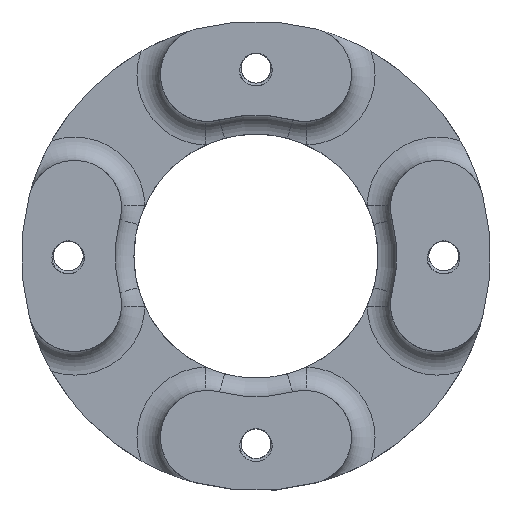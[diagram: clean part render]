
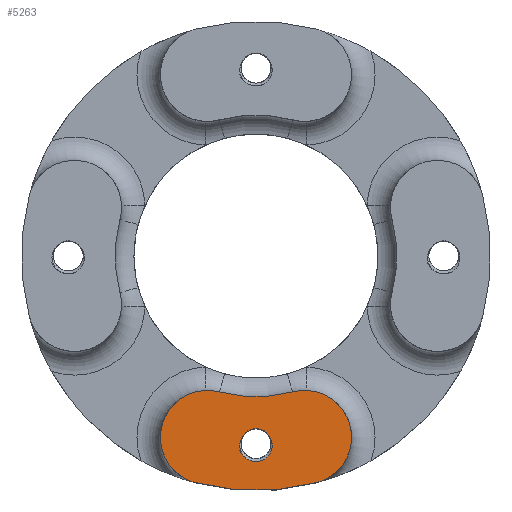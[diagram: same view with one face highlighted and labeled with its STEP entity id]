
A CAD part, top view. The second image highlights one B-rep face of the part: STEP entity #5263.
In plain terms, the highlighted planar face has unit normal (0, 0, 1).
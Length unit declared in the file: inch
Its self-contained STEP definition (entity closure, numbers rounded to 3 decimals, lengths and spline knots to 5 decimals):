
#18=FACE_BOUND('',#624,.T.);
#38=PLANE('',#5638);
#337=FACE_OUTER_BOUND('',#623,.T.);
#623=EDGE_LOOP('',(#4656,#4657,#4658,#4659));
#624=EDGE_LOOP('',(#4660,#4661,#4662,#4663));
#638=CIRCLE('',#5315,0.08);
#640=CIRCLE('',#5345,0.095);
#683=CIRCLE('',#5570,0.25);
#684=CIRCLE('',#5572,0.75);
#685=CIRCLE('',#5574,0.25);
#722=CIRCLE('',#5639,1.25);
#1217=B_SPLINE_CURVE_WITH_KNOTS('',3,(#20849,#20850,#20851,#20852,#20853,
#20854,#20855,#20856,#20857,#20858,#20859,#20860,#20861,#20862,#20863,#20864,
#20865,#20866,#20867,#20868,#20869,#20870,#20871,#20872,#20873,#20874,#20875,
#20876,#20877,#20878,#20879,#20880,#20881,#20882,#20883,#20884,#20885),
 .UNSPECIFIED.,.F.,.F.,(4,3,3,3,3,3,3,3,3,3,3,3,4),(0.,0.05799,
0.08733,0.10661,0.16173,0.18025,
0.19979,0.23197,0.25893,0.28054,
0.324,0.3451,0.39059),.UNSPECIFIED.);
#1220=B_SPLINE_CURVE_WITH_KNOTS('',3,(#21672,#21673,#21674,#21675,#21676,
#21677,#21678,#21679,#21680,#21681,#21682,#21683,#21684,#21685,#21686,#21687,
#21688,#21689,#21690,#21691,#21692,#21693,#21694,#21695,#21696,#21697,#21698,
#21699,#21700,#21701,#21702,#21703,#21704,#21705,#21706,#21707,#21708),
 .UNSPECIFIED.,.F.,.F.,(4,3,3,3,3,3,3,3,3,3,3,3,4),(0.,0.04943,
0.07378,0.09295,0.13257,0.15769,
0.17701,0.21529,0.24306,0.26486,
0.30727,0.33528,0.38919),.UNSPECIFIED.);
#1769=VERTEX_POINT('',#7990);
#1770=VERTEX_POINT('',#7995);
#1829=VERTEX_POINT('',#9349);
#1830=VERTEX_POINT('',#9358);
#2218=VERTEX_POINT('',#14932);
#2219=VERTEX_POINT('',#14934);
#2220=VERTEX_POINT('',#14938);
#2221=VERTEX_POINT('',#14942);
#2342=EDGE_CURVE('',#1770,#1769,#638,.T.);
#2428=EDGE_CURVE('',#1830,#1829,#640,.T.);
#2986=EDGE_CURVE('',#2219,#2218,#683,.T.);
#2989=EDGE_CURVE('',#2218,#2220,#684,.T.);
#2991=EDGE_CURVE('',#2220,#2221,#685,.T.);
#3070=EDGE_CURVE('',#1829,#1770,#1217,.T.);
#3073=EDGE_CURVE('',#1769,#1830,#1220,.T.);
#3076=EDGE_CURVE('',#2221,#2219,#722,.T.);
#4656=ORIENTED_EDGE('',*,*,#2991,.T.);
#4657=ORIENTED_EDGE('',*,*,#3076,.T.);
#4658=ORIENTED_EDGE('',*,*,#2986,.T.);
#4659=ORIENTED_EDGE('',*,*,#2989,.T.);
#4660=ORIENTED_EDGE('',*,*,#3073,.T.);
#4661=ORIENTED_EDGE('',*,*,#2428,.T.);
#4662=ORIENTED_EDGE('',*,*,#3070,.T.);
#4663=ORIENTED_EDGE('',*,*,#2342,.T.);
#5263=ADVANCED_FACE('',(#337,#18),#38,.T.);
#5315=AXIS2_PLACEMENT_3D('',#7996,#5743,#5744);
#5345=AXIS2_PLACEMENT_3D('',#9359,#5831,#5832);
#5570=AXIS2_PLACEMENT_3D('',#14935,#6453,#6454);
#5572=AXIS2_PLACEMENT_3D('',#14940,#6459,#6460);
#5574=AXIS2_PLACEMENT_3D('',#14944,#6464,#6465);
#5638=AXIS2_PLACEMENT_3D('',#21768,#6600,#6601);
#5639=AXIS2_PLACEMENT_3D('',#21769,#6602,#6603);
#5743=DIRECTION('center_axis',(0.,0.,-1.));
#5744=DIRECTION('ref_axis',(-1.,0.,0.));
#5831=DIRECTION('center_axis',(0.,0.,-1.));
#5832=DIRECTION('ref_axis',(-1.,0.,0.));
#6453=DIRECTION('center_axis',(0.,0.,1.));
#6454=DIRECTION('ref_axis',(0.259,-0.966,0.));
#6459=DIRECTION('center_axis',(0.,0.,-1.));
#6460=DIRECTION('ref_axis',(-0.259,-0.966,0.));
#6464=DIRECTION('center_axis',(0.,0.,1.));
#6465=DIRECTION('ref_axis',(0.259,0.966,0.));
#6600=DIRECTION('center_axis',(0.,0.,1.));
#6601=DIRECTION('ref_axis',(1.,0.,0.));
#6602=DIRECTION('center_axis',(0.,0.,1.));
#6603=DIRECTION('ref_axis',(-0.259,-0.966,0.));
#7990=CARTESIAN_POINT('',(0.06225,-0.94975,0.875));
#7995=CARTESIAN_POINT('',(-0.06219,-0.94971,0.875));
#7996=CARTESIAN_POINT('Origin',(0.,-1.,0.875));
#9349=CARTESIAN_POINT('',(-0.04626,-1.08297,0.875));
#9358=CARTESIAN_POINT('',(0.04618,-1.08299,0.875));
#9359=CARTESIAN_POINT('Origin',(0.,-1.,0.875));
#14932=CARTESIAN_POINT('',(0.19411,-0.72444,0.875));
#14934=CARTESIAN_POINT('',(0.32352,-1.20741,0.875));
#14935=CARTESIAN_POINT('Origin',(0.25882,-0.96593,0.875));
#14938=CARTESIAN_POINT('',(-0.19411,-0.72444,0.875));
#14940=CARTESIAN_POINT('Origin',(0.,0.,0.875));
#14942=CARTESIAN_POINT('',(-0.32352,-1.20741,0.875));
#14944=CARTESIAN_POINT('Origin',(-0.25882,-0.96593,
0.875));
#20849=CARTESIAN_POINT('Ctrl Pts',(-0.04626,-1.08297,
0.875));
#20850=CARTESIAN_POINT('Ctrl Pts',(-0.05255,-1.07868,
0.875));
#20851=CARTESIAN_POINT('Ctrl Pts',(-0.05823,-1.07361,
0.875));
#20852=CARTESIAN_POINT('Ctrl Pts',(-0.06324,-1.06792,
0.875));
#20853=CARTESIAN_POINT('Ctrl Pts',(-0.06577,-1.06504,
0.875));
#20854=CARTESIAN_POINT('Ctrl Pts',(-0.06814,-1.062,
0.875));
#20855=CARTESIAN_POINT('Ctrl Pts',(-0.07031,-1.05882,
0.875));
#20856=CARTESIAN_POINT('Ctrl Pts',(-0.07174,-1.05673,
0.875));
#20857=CARTESIAN_POINT('Ctrl Pts',(-0.07308,-1.05458,
0.875));
#20858=CARTESIAN_POINT('Ctrl Pts',(-0.07434,-1.05239,
0.875));
#20859=CARTESIAN_POINT('Ctrl Pts',(-0.07793,-1.04612,
0.875));
#20860=CARTESIAN_POINT('Ctrl Pts',(-0.08079,-1.03948,
0.875));
#20861=CARTESIAN_POINT('Ctrl Pts',(-0.08283,-1.03259,
0.875));
#20862=CARTESIAN_POINT('Ctrl Pts',(-0.08352,-1.03028,
0.875));
#20863=CARTESIAN_POINT('Ctrl Pts',(-0.08411,-1.02793,
0.875));
#20864=CARTESIAN_POINT('Ctrl Pts',(-0.08461,-1.02557,
0.875));
#20865=CARTESIAN_POINT('Ctrl Pts',(-0.08513,-1.02307,
0.875));
#20866=CARTESIAN_POINT('Ctrl Pts',(-0.08554,-1.02056,
0.875));
#20867=CARTESIAN_POINT('Ctrl Pts',(-0.08584,-1.01805,
0.875));
#20868=CARTESIAN_POINT('Ctrl Pts',(-0.08633,-1.0139,
0.875));
#20869=CARTESIAN_POINT('Ctrl Pts',(-0.08651,-1.00973,
0.875));
#20870=CARTESIAN_POINT('Ctrl Pts',(-0.08636,-1.00556,
0.875));
#20871=CARTESIAN_POINT('Ctrl Pts',(-0.08623,-1.00207,
0.875));
#20872=CARTESIAN_POINT('Ctrl Pts',(-0.08587,-0.99858,
0.875));
#20873=CARTESIAN_POINT('Ctrl Pts',(-0.08528,-0.99511,
0.875));
#20874=CARTESIAN_POINT('Ctrl Pts',(-0.08482,-0.99234,
0.875));
#20875=CARTESIAN_POINT('Ctrl Pts',(-0.0842,-0.98957,
0.875));
#20876=CARTESIAN_POINT('Ctrl Pts',(-0.08345,-0.98685,
0.875));
#20877=CARTESIAN_POINT('Ctrl Pts',(-0.08195,-0.98137,
0.875));
#20878=CARTESIAN_POINT('Ctrl Pts',(-0.07989,-0.97604,
0.875));
#20879=CARTESIAN_POINT('Ctrl Pts',(-0.07732,-0.97094,
0.875));
#20880=CARTESIAN_POINT('Ctrl Pts',(-0.07608,-0.96847,
0.875));
#20881=CARTESIAN_POINT('Ctrl Pts',(-0.07471,-0.96605,
0.875));
#20882=CARTESIAN_POINT('Ctrl Pts',(-0.07324,-0.96371,
0.875));
#20883=CARTESIAN_POINT('Ctrl Pts',(-0.07006,-0.95866,
0.875));
#20884=CARTESIAN_POINT('Ctrl Pts',(-0.06636,-0.95396,
0.875));
#20885=CARTESIAN_POINT('Ctrl Pts',(-0.06219,-0.94971,
0.875));
#21672=CARTESIAN_POINT('Ctrl Pts',(0.06225,-0.94975,
0.875));
#21673=CARTESIAN_POINT('Ctrl Pts',(0.06684,-0.95434,
0.875));
#21674=CARTESIAN_POINT('Ctrl Pts',(0.07079,-0.95948,
0.875));
#21675=CARTESIAN_POINT('Ctrl Pts',(0.07411,-0.96503,
0.875));
#21676=CARTESIAN_POINT('Ctrl Pts',(0.07574,-0.96776,
0.875));
#21677=CARTESIAN_POINT('Ctrl Pts',(0.07721,-0.97059,
0.875));
#21678=CARTESIAN_POINT('Ctrl Pts',(0.07853,-0.9735,
0.875));
#21679=CARTESIAN_POINT('Ctrl Pts',(0.07956,-0.9758,
0.875));
#21680=CARTESIAN_POINT('Ctrl Pts',(0.0805,-0.97814,
0.875));
#21681=CARTESIAN_POINT('Ctrl Pts',(0.08133,-0.98052,
0.875));
#21682=CARTESIAN_POINT('Ctrl Pts',(0.08305,-0.98543,
0.875));
#21683=CARTESIAN_POINT('Ctrl Pts',(0.08433,-0.99048,
0.875));
#21684=CARTESIAN_POINT('Ctrl Pts',(0.08516,-0.9956,
0.875));
#21685=CARTESIAN_POINT('Ctrl Pts',(0.08568,-0.99885,
0.875));
#21686=CARTESIAN_POINT('Ctrl Pts',(0.08602,-1.00212,
0.875));
#21687=CARTESIAN_POINT('Ctrl Pts',(0.08618,-1.00541,
0.875));
#21688=CARTESIAN_POINT('Ctrl Pts',(0.0863,-1.00794,
0.875));
#21689=CARTESIAN_POINT('Ctrl Pts',(0.08631,-1.01048,
0.875));
#21690=CARTESIAN_POINT('Ctrl Pts',(0.08621,-1.013,
0.875));
#21691=CARTESIAN_POINT('Ctrl Pts',(0.086,-1.018,
0.875));
#21692=CARTESIAN_POINT('Ctrl Pts',(0.08536,-1.02295,
0.875));
#21693=CARTESIAN_POINT('Ctrl Pts',(0.08427,-1.02781,
0.875));
#21694=CARTESIAN_POINT('Ctrl Pts',(0.08347,-1.03134,
0.875));
#21695=CARTESIAN_POINT('Ctrl Pts',(0.08244,-1.03481,
0.875));
#21696=CARTESIAN_POINT('Ctrl Pts',(0.08118,-1.03822,
0.875));
#21697=CARTESIAN_POINT('Ctrl Pts',(0.0802,-1.04089,
0.875));
#21698=CARTESIAN_POINT('Ctrl Pts',(0.07908,-1.04353,
0.875));
#21699=CARTESIAN_POINT('Ctrl Pts',(0.07784,-1.0461,
0.875));
#21700=CARTESIAN_POINT('Ctrl Pts',(0.07542,-1.0511,
0.875));
#21701=CARTESIAN_POINT('Ctrl Pts',(0.07253,-1.05589,
0.875));
#21702=CARTESIAN_POINT('Ctrl Pts',(0.06924,-1.06041,
0.875));
#21703=CARTESIAN_POINT('Ctrl Pts',(0.06707,-1.06339,
0.875));
#21704=CARTESIAN_POINT('Ctrl Pts',(0.06471,-1.06626,
0.875));
#21705=CARTESIAN_POINT('Ctrl Pts',(0.06221,-1.06898,
0.875));
#21706=CARTESIAN_POINT('Ctrl Pts',(0.05739,-1.07422,
0.875));
#21707=CARTESIAN_POINT('Ctrl Pts',(0.05201,-1.07892,
0.875));
#21708=CARTESIAN_POINT('Ctrl Pts',(0.04618,-1.08299,
0.875));
#21768=CARTESIAN_POINT('Origin',(0.,-0.98296,
0.875));
#21769=CARTESIAN_POINT('Origin',(0.,0.,0.875));
